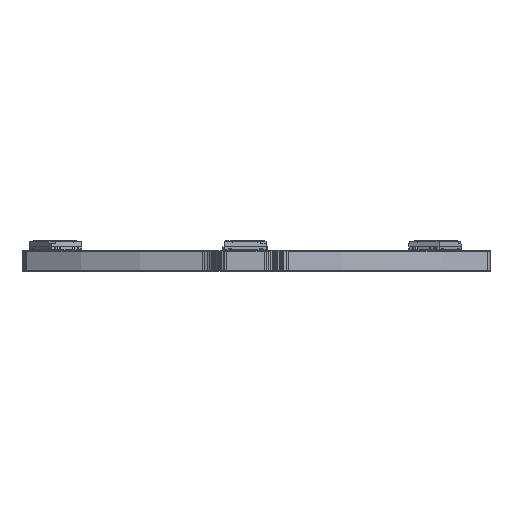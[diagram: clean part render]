
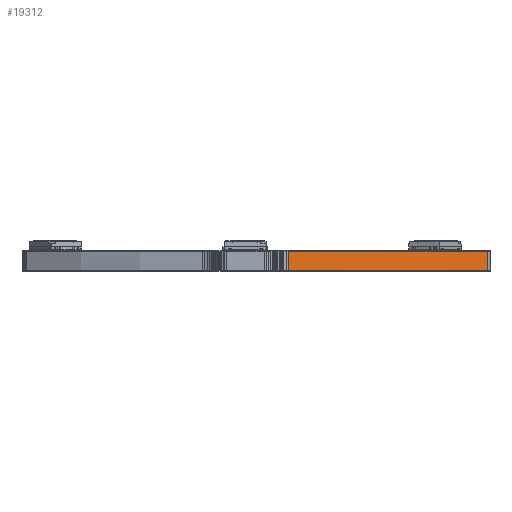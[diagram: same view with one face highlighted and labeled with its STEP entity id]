
A CAD part, left-side view. The second image highlights one B-rep face of the part: STEP entity #19312.
In plain terms, the highlighted cylindrical face has radius 29.125 mm (diameter 58.25 mm), a partial arc.
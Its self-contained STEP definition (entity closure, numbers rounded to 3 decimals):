
#19285 = VERTEX_POINT('',#19286);
#19286 = CARTESIAN_POINT('',(14.04,0.385,1.516));
#19293 = EDGE_CURVE('',#19294,#19285,#19296,.T.);
#19294 = VERTEX_POINT('',#19295);
#19295 = CARTESIAN_POINT('',(14.04,0.385,0.));
#19296 = LINE('',#19297,#19298);
#19297 = CARTESIAN_POINT('',(14.04,0.385,0.));
#19298 = VECTOR('',#19299,1.);
#19299 = DIRECTION('',(0.,0.,1.));
#19312 = ADVANCED_FACE('',(#19313),#19340,.T.);
#19313 = FACE_BOUND('',#19314,.T.);
#19314 = EDGE_LOOP('',(#19315,#19316,#19325,#19333));
#19315 = ORIENTED_EDGE('',*,*,#19293,.T.);
#19316 = ORIENTED_EDGE('',*,*,#19317,.T.);
#19317 = EDGE_CURVE('',#19285,#19318,#19320,.T.);
#19318 = VERTEX_POINT('',#19319);
#19319 = CARTESIAN_POINT('',(7.217,15.996,1.516));
#19320 = CIRCLE('',#19321,29.125);
#19321 = AXIS2_PLACEMENT_3D('',#19322,#19323,#19324);
#19322 = CARTESIAN_POINT('',(36.149,19.344,1.516));
#19323 = DIRECTION('',(0.,0.,-1.));
#19324 = DIRECTION('',(-0.759,-0.651,-0.));
#19325 = ORIENTED_EDGE('',*,*,#19326,.F.);
#19326 = EDGE_CURVE('',#19327,#19318,#19329,.T.);
#19327 = VERTEX_POINT('',#19328);
#19328 = CARTESIAN_POINT('',(7.217,15.996,0.));
#19329 = LINE('',#19330,#19331);
#19330 = CARTESIAN_POINT('',(7.217,15.996,0.));
#19331 = VECTOR('',#19332,1.);
#19332 = DIRECTION('',(0.,0.,1.));
#19333 = ORIENTED_EDGE('',*,*,#19334,.F.);
#19334 = EDGE_CURVE('',#19294,#19327,#19335,.T.);
#19335 = CIRCLE('',#19336,29.125);
#19336 = AXIS2_PLACEMENT_3D('',#19337,#19338,#19339);
#19337 = CARTESIAN_POINT('',(36.149,19.344,0.));
#19338 = DIRECTION('',(0.,0.,-1.));
#19339 = DIRECTION('',(-0.759,-0.651,-0.));
#19340 = CYLINDRICAL_SURFACE('',#19341,29.125);
#19341 = AXIS2_PLACEMENT_3D('',#19342,#19343,#19344);
#19342 = CARTESIAN_POINT('',(36.149,19.344,0.));
#19343 = DIRECTION('',(0.,0.,-1.));
#19344 = DIRECTION('',(-0.759,-0.651,-0.));
